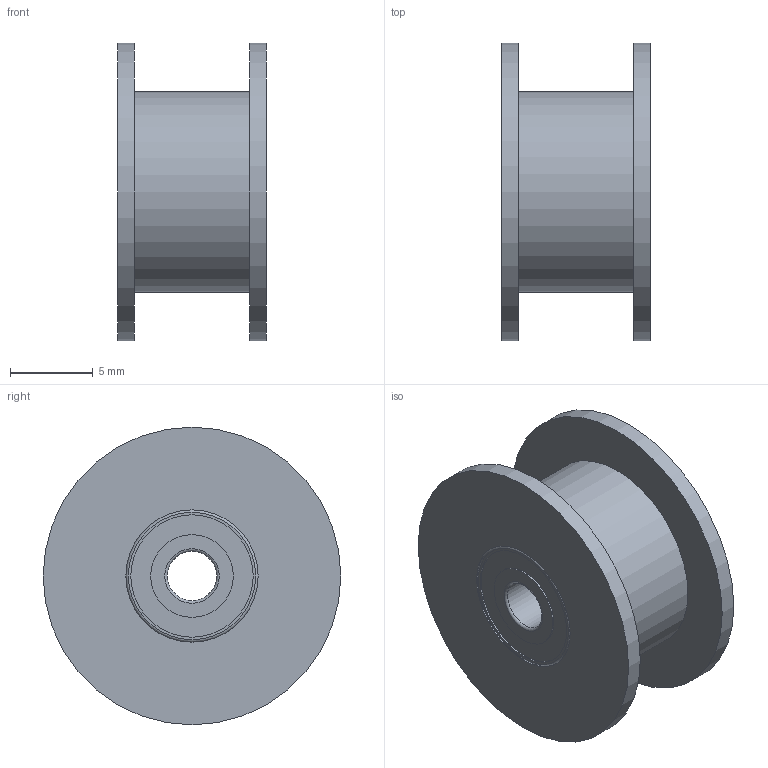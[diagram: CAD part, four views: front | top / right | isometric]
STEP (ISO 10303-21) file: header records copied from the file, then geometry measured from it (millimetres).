
FILE_DESCRIPTION(/* description */ ('STEP AP242','CAx-IF Rec.Pracs.---Representation and Presentation of Product Manufacturing Information (PMI)---4.0---2014-10-13','CAx-IF Rec.Pracs.---3D Tessellated Geometry---0.4---2014-09-14','2;1'),/* implementation_level */ '2;1');
FILE_NAME(/* name */ '622cc226e6677f3e28543481',/* time_stamp */ '2022-03-12T15:54:15+00:00',/* author */ (''),/* organization */ (''),/* preprocessor_version */ 'ST-DEVELOPER v18.101',/* originating_system */ ' ',/* authorisation */ ' ');
FILE_SCHEMA (('AP242_MANAGED_MODEL_BASED_3D_ENGINEERING_MIM_LF { 1 0 10303 442 1 1 4 }'));
Length unit declared in the file: metre
Products named in the file (1): POWGE 2GT idler 20T B3
Bounding box: 9 x 18 x 18 mm (x, y, z)
Volume: 1140.6 mm3; surface area: 1372 mm2
Topology: 1 solids, 1 shells, 28 faces, 44 edges, 28 vertices
Faces by surface type: cylinder 12, plane 12, torus 4
Full cylindrical faces by diameter (mm): 3 x2, 5 x2, 7.4 x2, 7.5 x1, 8 x2, 12.15 x1, 18 x2
Entity records: 690 total; most frequent: DIRECTION 114, CARTESIAN_POINT 85, AXIS2_PLACEMENT_3D 57, ORIENTED_EDGE 56, EDGE_LOOP 56, FACE_BOUND 56, EDGE_CURVE 28, VERTEX_POINT 28
